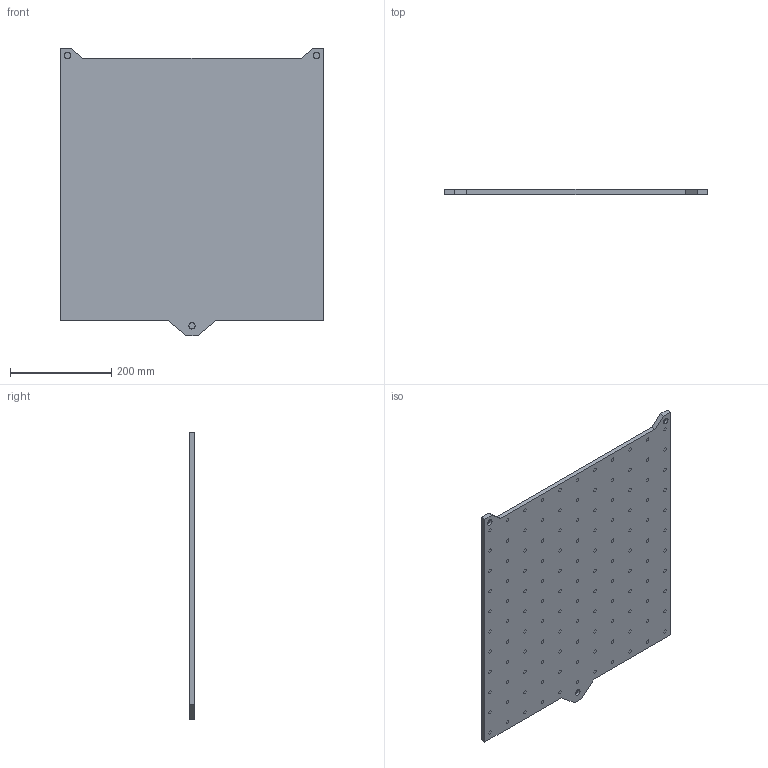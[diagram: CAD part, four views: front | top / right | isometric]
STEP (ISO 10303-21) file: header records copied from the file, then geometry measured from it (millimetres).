
FILE_DESCRIPTION (( 'STEP AP214' ), '1' );
FILE_NAME ('Bed.step', '2019-12-02T07:33:21', ( '' ), ( '' ), 'SwSTEP 2.0', 'SolidWorks 2019', '' );
FILE_SCHEMA (( 'AUTOMOTIVE_DESIGN' ));
Length unit declared in the file: millimetre
Products named in the file (1): Bed
Bounding box: 520 x 10 x 570 mm (x, y, z)
Volume: 2688470.2 mm3; surface area: 592332.3 mm2
Topology: 1 solids, 1 shells, 404 faces, 819 edges, 544 vertices
Faces by surface type: cylinder 260, plane 144
Entity records: 10845 total; most frequent: DIRECTION 2107, CARTESIAN_POINT 1822, ORIENTED_EDGE 1638, AXIS2_PLACEMENT_3D 901, EDGE_CURVE 819, VERTEX_POINT 544, EDGE_LOOP 531, CIRCLE 496
